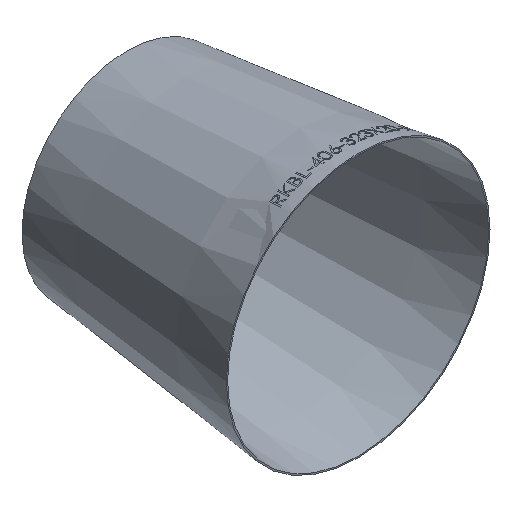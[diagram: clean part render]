
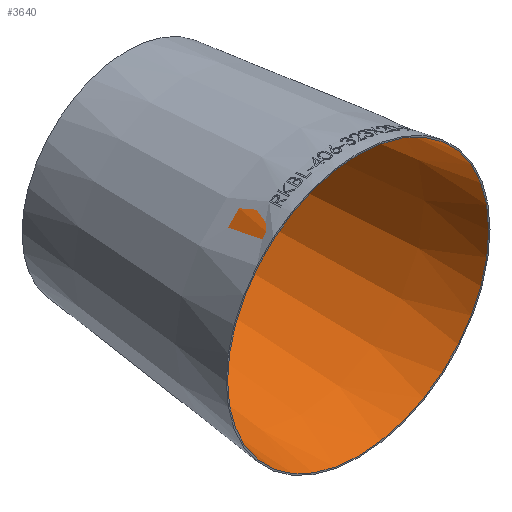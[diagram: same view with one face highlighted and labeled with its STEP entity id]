
A CAD part, isometric view. The second image highlights one B-rep face of the part: STEP entity #3640.
In plain terms, the highlighted conical face has half-angle 6.609 degrees and reference radius 201.187 mm.
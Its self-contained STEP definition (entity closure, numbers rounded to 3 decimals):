
#165 = CIRCLE ( 'NONE', #23412, 201.187 ) ;
#3149 = DIRECTION ( 'NONE',  ( 0., 0., -1. ) ) ;
#3640 = ADVANCED_FACE ( 'NONE', ( #21952, #39552 ), #33613, .F. ) ;
#4383 = AXIS2_PLACEMENT_3D ( 'NONE', #32720, #7570, #20270 ) ;
#4929 = ORIENTED_EDGE ( 'NONE', *, *, #37172, .F. ) ;
#7069 = DIRECTION ( 'NONE',  ( 0., 0., -1. ) ) ;
#7570 = DIRECTION ( 'NONE',  ( 0., -1., 0. ) ) ;
#9470 = CARTESIAN_POINT ( 'NONE',  ( 0., 356., -159.937 ) ) ;
#11924 = AXIS2_PLACEMENT_3D ( 'NONE', #18972, #38467, #3149 ) ;
#12067 = EDGE_LOOP ( 'NONE', ( #40870 ) ) ;
#12605 = CARTESIAN_POINT ( 'NONE',  ( 0., 0., -201.187 ) ) ;
#18972 = CARTESIAN_POINT ( 'NONE',  ( 0., 356., 0. ) ) ;
#19714 = EDGE_CURVE ( 'NONE', #28390, #28390, #165, .T. ) ;
#20270 = DIRECTION ( 'NONE',  ( 0., 0., -1. ) ) ;
#21952 = FACE_BOUND ( 'NONE', #38558, .T. ) ;
#22063 = DIRECTION ( 'NONE',  ( 0., -1., 0. ) ) ;
#23412 = AXIS2_PLACEMENT_3D ( 'NONE', #25590, #22063, #7069 ) ;
#25170 = CIRCLE ( 'NONE', #11924, 159.937 ) ;
#25590 = CARTESIAN_POINT ( 'NONE',  ( 0., 0., 0. ) ) ;
#28390 = VERTEX_POINT ( 'NONE', #12605 ) ;
#32720 = CARTESIAN_POINT ( 'NONE',  ( 0., 0., 0. ) ) ;
#33613 = CONICAL_SURFACE ( 'NONE', #4383, 201.187, 0.115 ) ;
#37172 = EDGE_CURVE ( 'NONE', #37927, #37927, #25170, .T. ) ;
#37927 = VERTEX_POINT ( 'NONE', #9470 ) ;
#38467 = DIRECTION ( 'NONE',  ( 0., -1., 0. ) ) ;
#38558 = EDGE_LOOP ( 'NONE', ( #4929 ) ) ;
#39552 = FACE_OUTER_BOUND ( 'NONE', #12067, .T. ) ;
#40870 = ORIENTED_EDGE ( 'NONE', *, *, #19714, .T. ) ;
